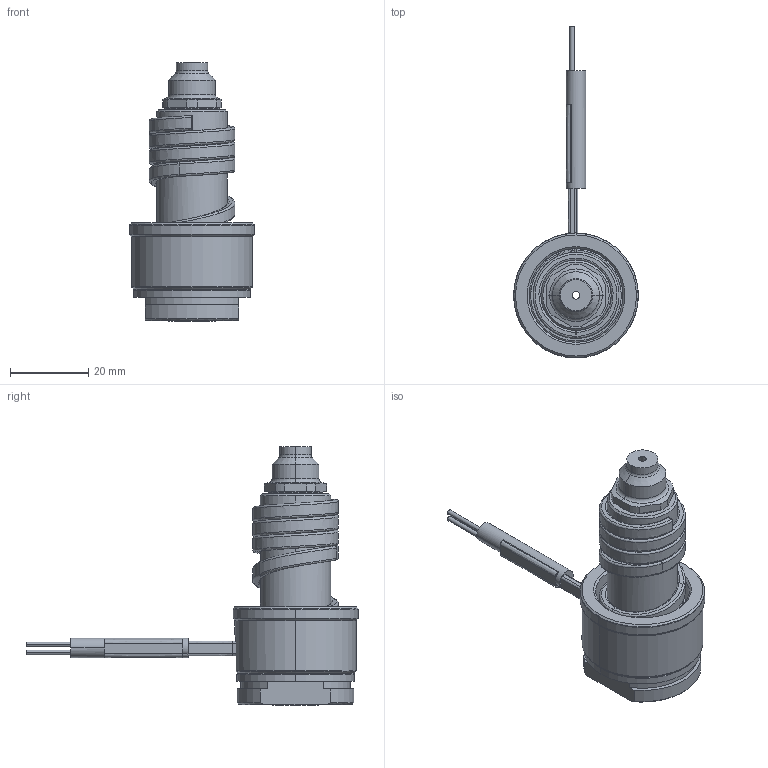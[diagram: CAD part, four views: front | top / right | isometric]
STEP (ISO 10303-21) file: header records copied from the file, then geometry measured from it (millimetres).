
FILE_DESCRIPTION((''),'2;1');
FILE_NAME('SM-66-CKG','2014-03-11T',('Íàòàëüÿ'),('IMID'),'PRO/ENGINEER BY PARAMETRIC TECHNOLOGY CORPORATION, 2010180','PRO/ENGINEER BY PARAMETRIC TECHNOLOGY CORPORATION, 2010180','');
FILE_SCHEMA(('CONFIG_CONTROL_DESIGN'));
Length unit declared in the file: millimetre
Products named in the file (1): SM-66-CKG
Bounding box: 32 x 85 x 66.2 mm (x, y, z)
Volume: 25515.6 mm3; surface area: 14563.7 mm2
Topology: 1 solids, 7 shells, 298 faces, 761 edges, 455 vertices
Faces by surface type: cylinder 102, bspline 55, plane 51, cone 50, torus 24, revolution 9, extrusion 7
Entity records: 14721 total; most frequent: CARTESIAN_POINT 7843, ORIENTED_EDGE 1482, DIRECTION 1343, EDGE_CURVE 753, AXIS2_PLACEMENT_3D 537, VERTEX_POINT 455, EDGE_LOOP 318, CIRCLE 309
